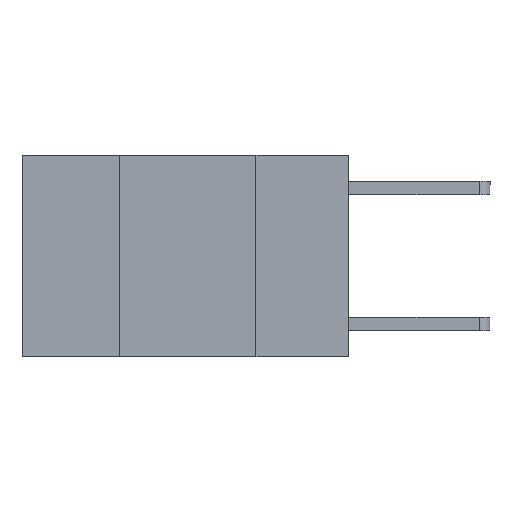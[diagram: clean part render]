
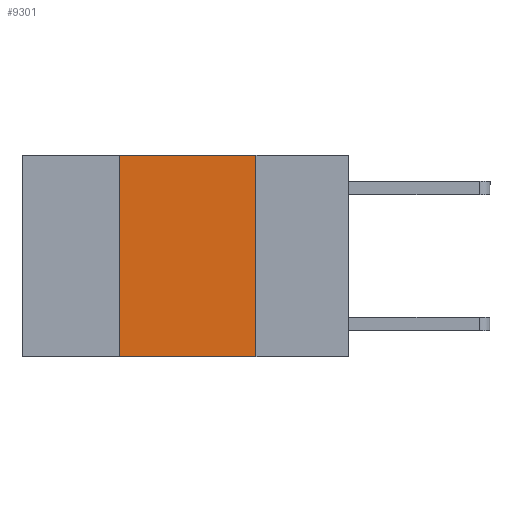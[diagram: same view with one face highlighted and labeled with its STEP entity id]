
A CAD part, left-side view. The second image highlights one B-rep face of the part: STEP entity #9301.
In plain terms, the highlighted planar face has unit normal (-1, 0, 0).
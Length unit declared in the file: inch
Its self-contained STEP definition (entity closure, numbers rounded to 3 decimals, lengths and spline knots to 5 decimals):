
#465 = LINE ( 'NONE', #6350, #1813 ) ;
#551 = CARTESIAN_POINT ( 'NONE',  ( 0., 0.17, -0.37 ) ) ;
#669 = DIRECTION ( 'NONE',  ( 0., 0., -1. ) ) ;
#1187 = DIRECTION ( 'NONE',  ( 0., 0., -1. ) ) ;
#1564 = VERTEX_POINT ( 'NONE', #8824 ) ;
#1813 = VECTOR ( 'NONE', #5004, 39.37008 ) ;
#1891 = EDGE_CURVE ( 'NONE', #2887, #2252, #465, .T. ) ;
#2011 = LINE ( 'NONE', #7284, #3524 ) ;
#2252 = VERTEX_POINT ( 'NONE', #551 ) ;
#2824 = FACE_OUTER_BOUND ( 'NONE', #3630, .T. ) ;
#2887 = VERTEX_POINT ( 'NONE', #7303 ) ;
#3524 = VECTOR ( 'NONE', #1187, 39.37008 ) ;
#3630 = EDGE_LOOP ( 'NONE', ( #5176, #7513, #4252, #6250 ) ) ;
#3747 = LINE ( 'NONE', #5988, #6980 ) ;
#4168 = VECTOR ( 'NONE', #7531, 39.37008 ) ;
#4252 = ORIENTED_EDGE ( 'NONE', *, *, #8892, .F. ) ;
#4436 = LINE ( 'NONE', #5948, #4168 ) ;
#5004 = DIRECTION ( 'NONE',  ( 0., -1., 0. ) ) ;
#5142 = EDGE_CURVE ( 'NONE', #6105, #1564, #4436, .T. ) ;
#5176 = ORIENTED_EDGE ( 'NONE', *, *, #5426, .F. ) ;
#5426 = EDGE_CURVE ( 'NONE', #1564, #2252, #2011, .T. ) ;
#5602 = CARTESIAN_POINT ( 'NONE',  ( 0., 0.42, 0. ) ) ;
#5606 = AXIS2_PLACEMENT_3D ( 'NONE', #5686, #6400, #669 ) ;
#5686 = CARTESIAN_POINT ( 'NONE',  ( 0., 0.6, 0. ) ) ;
#5948 = CARTESIAN_POINT ( 'NONE',  ( 0., 0.6, 0. ) ) ;
#5988 = CARTESIAN_POINT ( 'NONE',  ( 0., 0.42, 0. ) ) ;
#6105 = VERTEX_POINT ( 'NONE', #5602 ) ;
#6250 = ORIENTED_EDGE ( 'NONE', *, *, #1891, .T. ) ;
#6350 = CARTESIAN_POINT ( 'NONE',  ( 0., 0.6, -0.37 ) ) ;
#6400 = DIRECTION ( 'NONE',  ( 1., 0., 0. ) ) ;
#6980 = VECTOR ( 'NONE', #9056, 39.37008 ) ;
#7284 = CARTESIAN_POINT ( 'NONE',  ( 0., 0.17, 0. ) ) ;
#7303 = CARTESIAN_POINT ( 'NONE',  ( 0., 0.42, -0.37 ) ) ;
#7513 = ORIENTED_EDGE ( 'NONE', *, *, #5142, .F. ) ;
#7531 = DIRECTION ( 'NONE',  ( 0., -1., 0. ) ) ;
#8718 = PLANE ( 'NONE',  #5606 ) ;
#8824 = CARTESIAN_POINT ( 'NONE',  ( 0., 0.17, 0. ) ) ;
#8892 = EDGE_CURVE ( 'NONE', #2887, #6105, #3747, .T. ) ;
#9056 = DIRECTION ( 'NONE',  ( 0., 0., 1. ) ) ;
#9301 = ADVANCED_FACE ( 'NONE', ( #2824 ), #8718, .F. ) ;
